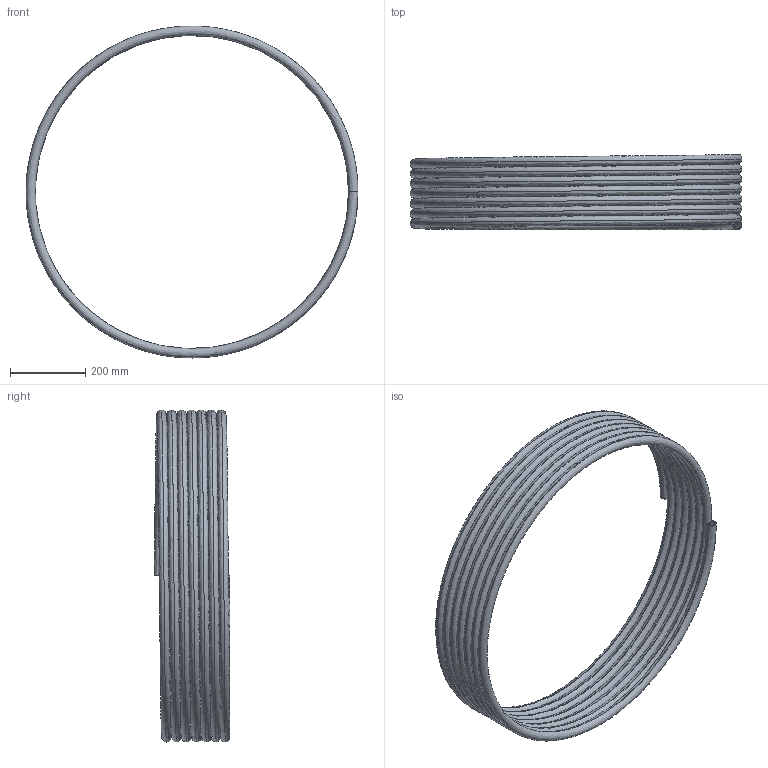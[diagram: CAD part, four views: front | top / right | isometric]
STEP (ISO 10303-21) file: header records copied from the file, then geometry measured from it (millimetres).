
FILE_DESCRIPTION(/* description */ (''),/* implementation_level */ '2;1');
FILE_NAME(/* name */ '669120z.stp',/* time_stamp */ '2026-03-27T11:49:31+01:00',/* author */ ('corinna'),/* organization */ (''),/* preprocessor_version */ 'ST-DEVELOPER v20',/* originating_system */ 'Autodesk Inventor 2024',/* authorisation */ '');
FILE_SCHEMA (('AUTOMOTIVE_DESIGN { 1 0 10303 214 3 1 1 }'));
Length unit declared in the file: millimetre
Products named in the file (1): 669120z
Bounding box: 879.98 x 200.02 x 879.99 mm (x, y, z)
Volume: 3061379.9 mm3; surface area: 2651124.8 mm2
Topology: 1 solids, 1 shells, 7 faces, 22 edges, 14 vertices
Faces by surface type: bspline 4, plane 3
Entity records: 9511 total; most frequent: CARTESIAN_POINT 9301, ORIENTED_EDGE 44, EDGE_CURVE 22, DIRECTION 18, B_SPLINE_CURVE_WITH_KNOTS 17, VERTEX_POINT 14, EDGE_LOOP 10, AXIS2_PLACEMENT_3D 9
